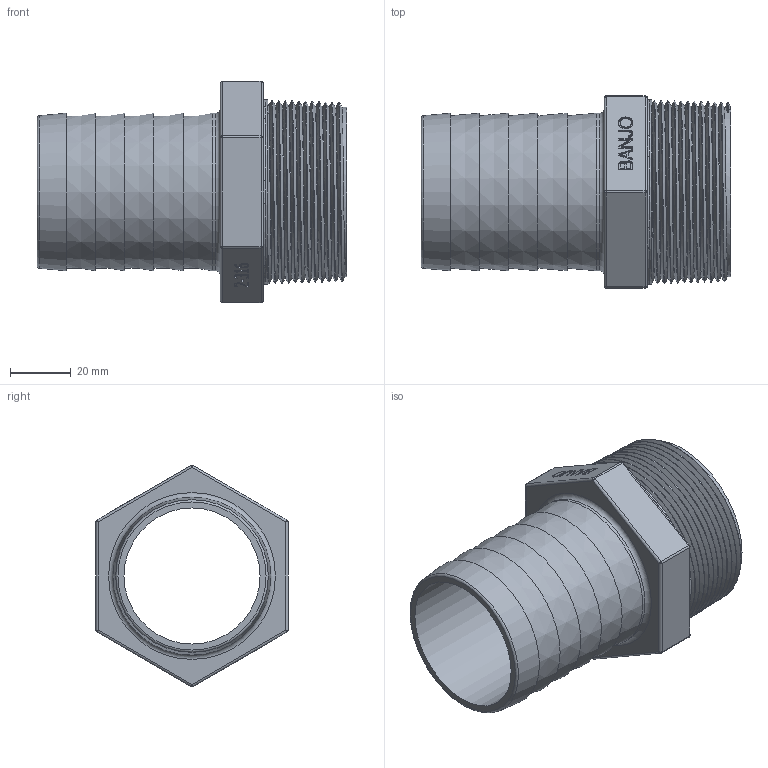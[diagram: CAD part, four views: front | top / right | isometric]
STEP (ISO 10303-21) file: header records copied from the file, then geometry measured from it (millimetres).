
FILE_DESCRIPTION(/* description */ ('2" NPT X 2" HOSE BARB'),/* implementation_level */ '2;1');
FILE_NAME(/* name */ 'HB200SS.stp',/* time_stamp */ '2013-12-17T13:18:02-05:00',/* author */ ('mclevenger'),/* organization */ (''),/* preprocessor_version */ 'ST-DEVELOPER v15.2',/* originating_system */ 'Autodesk Inventor 2014',/* authorisation */ '');
FILE_SCHEMA (('AUTOMOTIVE_DESIGN { 1 0 10303 214 3 1 1 }'));
Length unit declared in the file: inch
Products named in the file (1): HB200SS
Bounding box: 102.36 x 63.5 x 73.09 mm (x, y, z)
Volume: 69376.4 mm3; surface area: 40486.5 mm2
Topology: 1 solids, 1 shells, 244 faces, 607 edges, 383 vertices
Faces by surface type: plane 102, bspline 89, cylinder 23, sphere 12, cone 10, torus 8
Full cylindrical faces by diameter (mm): 44.958 x1, 50.8 x1, 52.07 x1, 60.96 x1
Entity records: 10265 total; most frequent: CARTESIAN_POINT 5084, ORIENTED_EDGE 1178, DIRECTION 803, EDGE_CURVE 589, VERTEX_POINT 382, LINE 323, VECTOR 323, EDGE_LOOP 281
